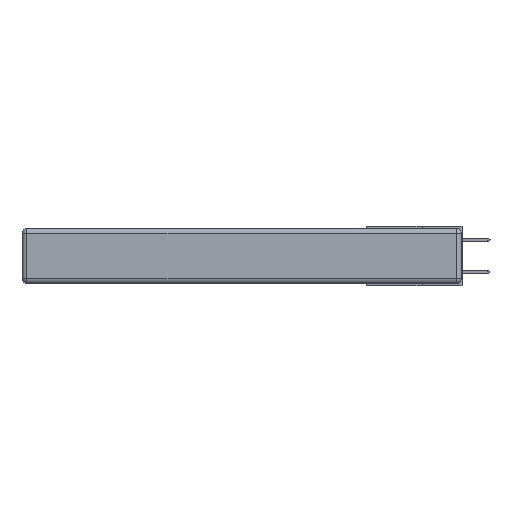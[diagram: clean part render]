
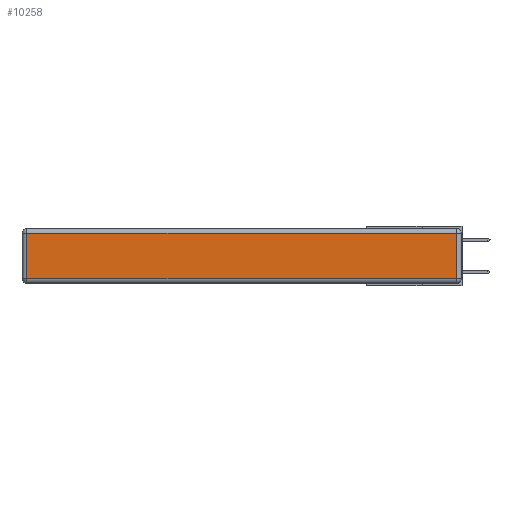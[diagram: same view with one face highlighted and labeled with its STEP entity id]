
A CAD part, left-side view. The second image highlights one B-rep face of the part: STEP entity #10258.
In plain terms, the highlighted planar face has unit normal (-1, 0, 0).
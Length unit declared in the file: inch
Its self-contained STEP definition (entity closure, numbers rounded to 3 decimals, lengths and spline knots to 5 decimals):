
#399 = CARTESIAN_POINT ( 'NONE',  ( 0., 2.75, -0.03 ) ) ;
#1434 = CARTESIAN_POINT ( 'NONE',  ( 0., 0., -0.343 ) ) ;
#1702 = CARTESIAN_POINT ( 'NONE',  ( 0., 0.03, -0.343 ) ) ;
#1922 = VERTEX_POINT ( 'NONE', #8079 ) ;
#1971 = AXIS2_PLACEMENT_3D ( 'NONE', #1434, #11248, #5334 ) ;
#2627 = CARTESIAN_POINT ( 'NONE',  ( 0., 0., -0.313 ) ) ;
#3101 = CARTESIAN_POINT ( 'NONE',  ( 0., 0.03, -0.313 ) ) ;
#3888 = CARTESIAN_POINT ( 'NONE',  ( 0., 2.72, -0.343 ) ) ;
#4538 = EDGE_LOOP ( 'NONE', ( #5705, #7125, #7274, #12804 ) ) ;
#4839 = VECTOR ( 'NONE', #8607, 39.37008 ) ;
#4982 = LINE ( 'NONE', #2627, #4839 ) ;
#5023 = FACE_OUTER_BOUND ( 'NONE', #4538, .T. ) ;
#5334 = DIRECTION ( 'NONE',  ( 0., 0., 1. ) ) ;
#5581 = CARTESIAN_POINT ( 'NONE',  ( 0., 0.03, -0.03 ) ) ;
#5612 = EDGE_CURVE ( 'NONE', #6176, #6274, #6573, .T. ) ;
#5705 = ORIENTED_EDGE ( 'NONE', *, *, #11151, .T. ) ;
#5926 = EDGE_CURVE ( 'NONE', #8336, #6176, #9949, .T. ) ;
#6176 = VERTEX_POINT ( 'NONE', #5581 ) ;
#6274 = VERTEX_POINT ( 'NONE', #7539 ) ;
#6573 = LINE ( 'NONE', #399, #7173 ) ;
#7125 = ORIENTED_EDGE ( 'NONE', *, *, #5926, .T. ) ;
#7173 = VECTOR ( 'NONE', #9162, 39.37008 ) ;
#7233 = PLANE ( 'NONE',  #1971 ) ;
#7274 = ORIENTED_EDGE ( 'NONE', *, *, #5612, .T. ) ;
#7539 = CARTESIAN_POINT ( 'NONE',  ( 0., 2.72, -0.03 ) ) ;
#8079 = CARTESIAN_POINT ( 'NONE',  ( 0., 2.72, -0.313 ) ) ;
#8336 = VERTEX_POINT ( 'NONE', #3101 ) ;
#8607 = DIRECTION ( 'NONE',  ( 0., -1., 0. ) ) ;
#9162 = DIRECTION ( 'NONE',  ( 0., 1., 0. ) ) ;
#9645 = VECTOR ( 'NONE', #11599, 39.37008 ) ;
#9759 = DIRECTION ( 'NONE',  ( 0., 0., -1. ) ) ;
#9949 = LINE ( 'NONE', #1702, #9645 ) ;
#10258 = ADVANCED_FACE ( 'NONE', ( #5023 ), #7233, .T. ) ;
#10863 = LINE ( 'NONE', #3888, #11031 ) ;
#11031 = VECTOR ( 'NONE', #9759, 39.37008 ) ;
#11151 = EDGE_CURVE ( 'NONE', #1922, #8336, #4982, .T. ) ;
#11248 = DIRECTION ( 'NONE',  ( -1., 0., 0. ) ) ;
#11298 = EDGE_CURVE ( 'NONE', #6274, #1922, #10863, .T. ) ;
#11599 = DIRECTION ( 'NONE',  ( 0., 0., 1. ) ) ;
#12804 = ORIENTED_EDGE ( 'NONE', *, *, #11298, .T. ) ;
